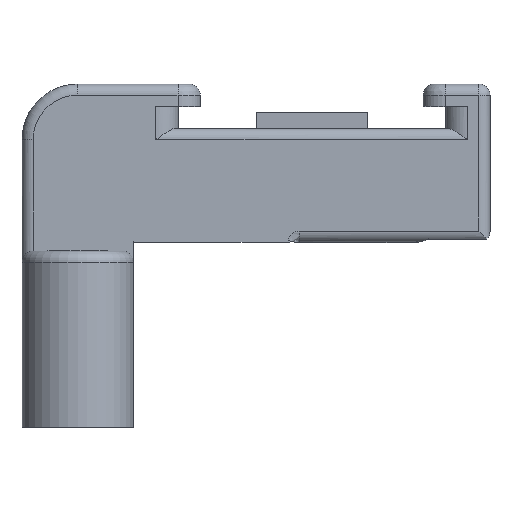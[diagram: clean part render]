
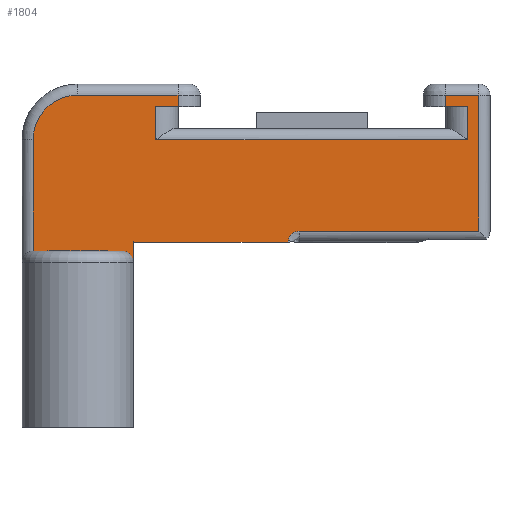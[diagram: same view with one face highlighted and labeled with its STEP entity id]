
A CAD part, top view. The second image highlights one B-rep face of the part: STEP entity #1804.
In plain terms, the highlighted planar face has unit normal (0, 0, 1).
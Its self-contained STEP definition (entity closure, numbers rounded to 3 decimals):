
#34=PLANE('',#2003);
#142=FACE_OUTER_BOUND('',#252,.T.);
#252=EDGE_LOOP('',(#1384,#1385,#1386,#1387,#1388,#1389,#1390,#1391,#1392,
#1393,#1394,#1395,#1396,#1397,#1398,#1399,#1400,#1401));
#349=CIRCLE('',#1954,4.);
#377=CIRCLE('',#1995,1.);
#381=CIRCLE('',#2004,1.);
#470=LINE('',#3007,#608);
#471=LINE('',#3011,#609);
#474=LINE('',#3028,#612);
#491=LINE('',#3181,#629);
#492=LINE('',#3185,#630);
#493=LINE('',#3186,#631);
#494=LINE('',#3187,#632);
#495=LINE('',#3189,#633);
#496=LINE('',#3191,#634);
#497=LINE('',#3195,#635);
#498=LINE('',#3197,#636);
#499=LINE('',#3199,#637);
#500=LINE('',#3201,#638);
#501=LINE('',#3203,#639);
#502=LINE('',#3204,#640);
#608=VECTOR('',#2285,10.);
#609=VECTOR('',#2288,10.);
#612=VECTOR('',#2307,10.);
#629=VECTOR('',#2414,10.);
#630=VECTOR('',#2419,10.);
#631=VECTOR('',#2420,10.);
#632=VECTOR('',#2421,10.);
#633=VECTOR('',#2422,10.);
#634=VECTOR('',#2423,10.);
#635=VECTOR('',#2426,10.);
#636=VECTOR('',#2427,10.);
#637=VECTOR('',#2428,10.);
#638=VECTOR('',#2429,10.);
#639=VECTOR('',#2430,10.);
#640=VECTOR('',#2431,10.);
#783=VERTEX_POINT('',#2985);
#784=VERTEX_POINT('',#2996);
#785=VERTEX_POINT('',#3009);
#786=VERTEX_POINT('',#3010);
#789=VERTEX_POINT('',#3018);
#791=VERTEX_POINT('',#3024);
#816=VERTEX_POINT('',#3162);
#817=VERTEX_POINT('',#3163);
#821=VERTEX_POINT('',#3180);
#822=VERTEX_POINT('',#3184);
#823=VERTEX_POINT('',#3188);
#824=VERTEX_POINT('',#3190);
#825=VERTEX_POINT('',#3192);
#826=VERTEX_POINT('',#3194);
#827=VERTEX_POINT('',#3196);
#828=VERTEX_POINT('',#3198);
#829=VERTEX_POINT('',#3200);
#830=VERTEX_POINT('',#3202);
#977=EDGE_CURVE('',#784,#783,#470,.T.);
#978=EDGE_CURVE('',#785,#786,#471,.T.);
#984=EDGE_CURVE('',#786,#789,#349,.T.);
#987=EDGE_CURVE('',#789,#791,#474,.T.);
#1027=EDGE_CURVE('',#816,#817,#377,.F.);
#1036=EDGE_CURVE('',#791,#821,#491,.T.);
#1038=EDGE_CURVE('',#822,#784,#492,.T.);
#1039=EDGE_CURVE('',#822,#821,#493,.T.);
#1040=EDGE_CURVE('',#817,#785,#494,.T.);
#1041=EDGE_CURVE('',#816,#823,#495,.T.);
#1042=EDGE_CURVE('',#824,#823,#496,.T.);
#1043=EDGE_CURVE('',#825,#824,#381,.T.);
#1044=EDGE_CURVE('',#826,#825,#497,.T.);
#1045=EDGE_CURVE('',#827,#826,#498,.T.);
#1046=EDGE_CURVE('',#828,#827,#499,.T.);
#1047=EDGE_CURVE('',#829,#828,#500,.T.);
#1048=EDGE_CURVE('',#829,#830,#501,.T.);
#1049=EDGE_CURVE('',#783,#830,#502,.T.);
#1384=ORIENTED_EDGE('',*,*,#1038,.F.);
#1385=ORIENTED_EDGE('',*,*,#1039,.T.);
#1386=ORIENTED_EDGE('',*,*,#1036,.F.);
#1387=ORIENTED_EDGE('',*,*,#987,.F.);
#1388=ORIENTED_EDGE('',*,*,#984,.F.);
#1389=ORIENTED_EDGE('',*,*,#978,.F.);
#1390=ORIENTED_EDGE('',*,*,#1040,.F.);
#1391=ORIENTED_EDGE('',*,*,#1027,.F.);
#1392=ORIENTED_EDGE('',*,*,#1041,.T.);
#1393=ORIENTED_EDGE('',*,*,#1042,.F.);
#1394=ORIENTED_EDGE('',*,*,#1043,.F.);
#1395=ORIENTED_EDGE('',*,*,#1044,.F.);
#1396=ORIENTED_EDGE('',*,*,#1045,.F.);
#1397=ORIENTED_EDGE('',*,*,#1046,.F.);
#1398=ORIENTED_EDGE('',*,*,#1047,.F.);
#1399=ORIENTED_EDGE('',*,*,#1048,.T.);
#1400=ORIENTED_EDGE('',*,*,#1049,.F.);
#1401=ORIENTED_EDGE('',*,*,#977,.F.);
#1804=ADVANCED_FACE('',(#142),#34,.T.);
#1954=AXIS2_PLACEMENT_3D('',#3022,#2300,#2301);
#1995=AXIS2_PLACEMENT_3D('',#3164,#2394,#2395);
#2003=AXIS2_PLACEMENT_3D('',#3183,#2417,#2418);
#2004=AXIS2_PLACEMENT_3D('',#3193,#2424,#2425);
#2285=DIRECTION('',(1.,0.,0.));
#2288=DIRECTION('',(0.,1.,0.));
#2300=DIRECTION('center_axis',(0.,0.,-1.));
#2301=DIRECTION('ref_axis',(-0.707,0.707,0.));
#2307=DIRECTION('',(1.,0.,0.));
#2394=DIRECTION('center_axis',(0.,0.,-1.));
#2395=DIRECTION('ref_axis',(0.707,0.707,0.));
#2414=DIRECTION('',(0.,-1.,0.));
#2417=DIRECTION('center_axis',(0.,0.,1.));
#2418=DIRECTION('ref_axis',(1.,0.,0.));
#2419=DIRECTION('',(0.,-1.,0.));
#2420=DIRECTION('',(1.,0.,0.));
#2421=DIRECTION('',(-1.,0.,0.));
#2422=DIRECTION('',(0.,1.,0.));
#2423=DIRECTION('',(-1.,0.,0.));
#2424=DIRECTION('center_axis',(0.,0.,1.));
#2425=DIRECTION('ref_axis',(0.,-1.,0.));
#2426=DIRECTION('',(-1.,0.,0.));
#2427=DIRECTION('',(0.,-1.,0.));
#2428=DIRECTION('',(1.,0.,0.));
#2429=DIRECTION('',(0.,1.,0.));
#2430=DIRECTION('',(1.,0.,0.));
#2431=DIRECTION('',(0.,1.,0.));
#2985=CARTESIAN_POINT('',(14.,-1.,20.));
#2996=CARTESIAN_POINT('',(-14.,-1.,20.));
#3007=CARTESIAN_POINT('',(6.,-1.,20.));
#3009=CARTESIAN_POINT('',(-25.,-11.,20.));
#3010=CARTESIAN_POINT('',(-25.,-1.,20.));
#3011=CARTESIAN_POINT('',(-25.,-8.95,20.));
#3018=CARTESIAN_POINT('',(-21.,3.,20.));
#3022=CARTESIAN_POINT('Origin',(-21.,-1.,20.));
#3024=CARTESIAN_POINT('',(-12.,3.,20.));
#3028=CARTESIAN_POINT('',(-5.,3.,20.));
#3162=CARTESIAN_POINT('',(-16.,-12.,20.));
#3163=CARTESIAN_POINT('',(-17.,-11.,20.));
#3164=CARTESIAN_POINT('Origin',(-17.,-12.,20.));
#3180=CARTESIAN_POINT('',(-12.,2.,20.));
#3181=CARTESIAN_POINT('',(-12.,1.5,20.));
#3183=CARTESIAN_POINT('Origin',(0.,1.,20.));
#3184=CARTESIAN_POINT('',(-14.,2.,20.));
#3185=CARTESIAN_POINT('',(-14.,0.5,20.));
#3186=CARTESIAN_POINT('',(-12.,2.,20.));
#3187=CARTESIAN_POINT('',(-16.,-11.,20.));
#3188=CARTESIAN_POINT('',(-16.,-10.2,20.));
#3189=CARTESIAN_POINT('',(-16.,-11.,20.));
#3190=CARTESIAN_POINT('',(-2.106,-10.2,20.));
#3191=CARTESIAN_POINT('',(16.,-10.2,20.));
#3192=CARTESIAN_POINT('',(-1.106,-9.2,20.));
#3193=CARTESIAN_POINT('Origin',(-1.106,-10.2,20.));
#3194=CARTESIAN_POINT('',(15.,-9.2,20.));
#3195=CARTESIAN_POINT('',(-0.553,-9.2,20.));
#3196=CARTESIAN_POINT('',(15.,3.,20.));
#3197=CARTESIAN_POINT('',(15.,-0.5,20.));
#3198=CARTESIAN_POINT('',(12.,3.,20.));
#3199=CARTESIAN_POINT('',(8.,3.,20.));
#3200=CARTESIAN_POINT('',(12.,2.,20.));
#3201=CARTESIAN_POINT('',(12.,2.5,20.));
#3202=CARTESIAN_POINT('',(14.,2.,20.));
#3203=CARTESIAN_POINT('',(10.,2.,20.));
#3204=CARTESIAN_POINT('',(14.,1.5,20.));
